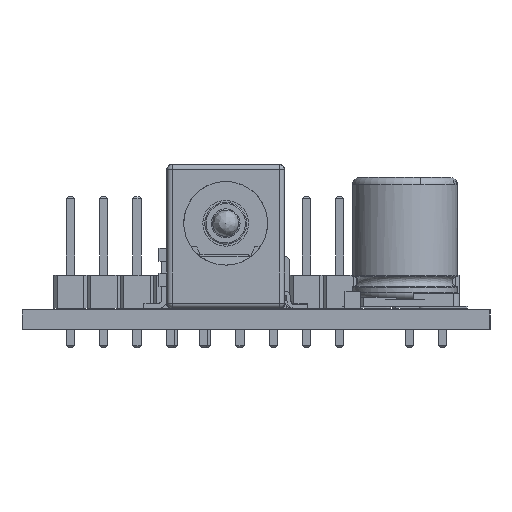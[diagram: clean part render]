
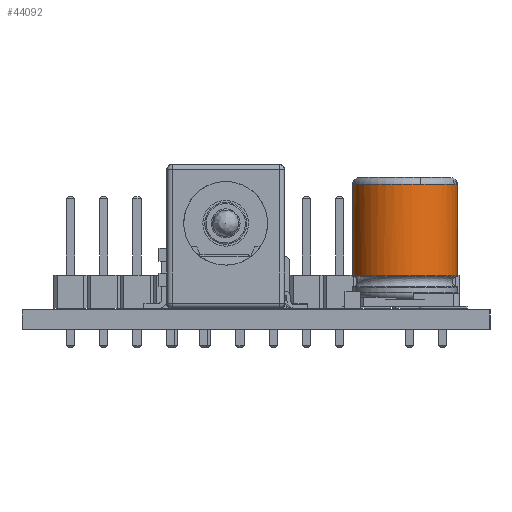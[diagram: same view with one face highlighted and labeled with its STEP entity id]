
A CAD part, left-side view. The second image highlights one B-rep face of the part: STEP entity #44092.
In plain terms, the highlighted cylindrical face has radius 4 mm (diameter 8 mm), a full revolution.
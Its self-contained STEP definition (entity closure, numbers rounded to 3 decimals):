
#43758 = VERTEX_POINT('',#43759);
#43759 = CARTESIAN_POINT('',(-4.,0.,2.488));
#43765 = EDGE_CURVE('',#43758,#43758,#43766,.T.);
#43766 = ( BOUNDED_CURVE() B_SPLINE_CURVE(13,(#43767,#43768,#43769,
    #43770,#43771,#43772,#43773,#43774,#43775,#43776,#43777,#43778,
#43779,#43780),.UNSPECIFIED.,.T.,.F.) B_SPLINE_CURVE_WITH_KNOTS((1,13,13
    ,1),(-25.133,0.,25.133,
50.265),.UNSPECIFIED.) CURVE() GEOMETRIC_REPRESENTATION_ITEM() 
RATIONAL_B_SPLINE_CURVE((1.,1.,1.,1.,
    1.,1.,1.,1.,
    1.,1.,1.,1.,1.,1.)) 
REPRESENTATION_ITEM('') );
#43767 = CARTESIAN_POINT('',(-4.,0.,2.488));
#43768 = CARTESIAN_POINT('',(-4.,1.905,
    2.488));
#43769 = CARTESIAN_POINT('',(-3.015,3.855,
    2.488));
#43770 = CARTESIAN_POINT('',(-0.989,5.248,
    2.488));
#43771 = CARTESIAN_POINT('',(1.8,5.462,
    2.488));
#43772 = CARTESIAN_POINT('',(4.209,3.977,
    2.488));
#43773 = CARTESIAN_POINT('',(5.976,1.808,
    2.488));
#43774 = CARTESIAN_POINT('',(5.976,-1.808,
    2.488));
#43775 = CARTESIAN_POINT('',(4.209,-3.977,
    2.488));
#43776 = CARTESIAN_POINT('',(1.8,-5.462,
    2.488));
#43777 = CARTESIAN_POINT('',(-0.989,-5.248,
    2.488));
#43778 = CARTESIAN_POINT('',(-3.015,-3.855,
    2.488));
#43779 = CARTESIAN_POINT('',(-4.,-1.905,2.488));
#43780 = CARTESIAN_POINT('',(-4.,0.,2.488));
#44092 = ADVANCED_FACE('',(#44093),#44139,.T.);
#44093 = FACE_BOUND('',#44094,.T.);
#44094 = EDGE_LOOP('',(#44095,#44096,#44104,#44113,#44122,#44131,#44138)
  );
#44095 = ORIENTED_EDGE('',*,*,#43765,.F.);
#44096 = ORIENTED_EDGE('',*,*,#44097,.T.);
#44097 = EDGE_CURVE('',#43758,#44098,#44100,.T.);
#44098 = VERTEX_POINT('',#44099);
#44099 = CARTESIAN_POINT('',(-4.,0.,9.467));
#44100 = LINE('',#44101,#44102);
#44101 = CARTESIAN_POINT('',(-4.,0.,2.45));
#44102 = VECTOR('',#44103,1.);
#44103 = DIRECTION('',(0.,0.,1.));
#44104 = ORIENTED_EDGE('',*,*,#44105,.T.);
#44105 = EDGE_CURVE('',#44098,#44106,#44108,.T.);
#44106 = VERTEX_POINT('',#44107);
#44107 = CARTESIAN_POINT('',(1.2,3.816,9.467));
#44108 = CIRCLE('',#44109,4.);
#44109 = AXIS2_PLACEMENT_3D('',#44110,#44111,#44112);
#44110 = CARTESIAN_POINT('',(0.,0.,9.467));
#44111 = DIRECTION('',(0.,0.,-1.));
#44112 = DIRECTION('',(-1.,0.,0.));
#44113 = ORIENTED_EDGE('',*,*,#44114,.T.);
#44114 = EDGE_CURVE('',#44106,#44115,#44117,.T.);
#44115 = VERTEX_POINT('',#44116);
#44116 = CARTESIAN_POINT('',(4.,0.,9.467));
#44117 = CIRCLE('',#44118,4.);
#44118 = AXIS2_PLACEMENT_3D('',#44119,#44120,#44121);
#44119 = CARTESIAN_POINT('',(0.,0.,9.467));
#44120 = DIRECTION('',(0.,0.,-1.));
#44121 = DIRECTION('',(-1.,0.,0.));
#44122 = ORIENTED_EDGE('',*,*,#44123,.T.);
#44123 = EDGE_CURVE('',#44115,#44124,#44126,.T.);
#44124 = VERTEX_POINT('',#44125);
#44125 = CARTESIAN_POINT('',(1.2,-3.816,9.467));
#44126 = CIRCLE('',#44127,4.);
#44127 = AXIS2_PLACEMENT_3D('',#44128,#44129,#44130);
#44128 = CARTESIAN_POINT('',(0.,0.,9.467));
#44129 = DIRECTION('',(0.,0.,-1.));
#44130 = DIRECTION('',(-1.,0.,0.));
#44131 = ORIENTED_EDGE('',*,*,#44132,.T.);
#44132 = EDGE_CURVE('',#44124,#44098,#44133,.T.);
#44133 = CIRCLE('',#44134,4.);
#44134 = AXIS2_PLACEMENT_3D('',#44135,#44136,#44137);
#44135 = CARTESIAN_POINT('',(0.,0.,9.467));
#44136 = DIRECTION('',(0.,0.,-1.));
#44137 = DIRECTION('',(-1.,0.,0.));
#44138 = ORIENTED_EDGE('',*,*,#44097,.F.);
#44139 = CYLINDRICAL_SURFACE('',#44140,4.);
#44140 = AXIS2_PLACEMENT_3D('',#44141,#44142,#44143);
#44141 = CARTESIAN_POINT('',(0.,0.,2.45));
#44142 = DIRECTION('',(0.,0.,1.));
#44143 = DIRECTION('',(-1.,0.,0.));
